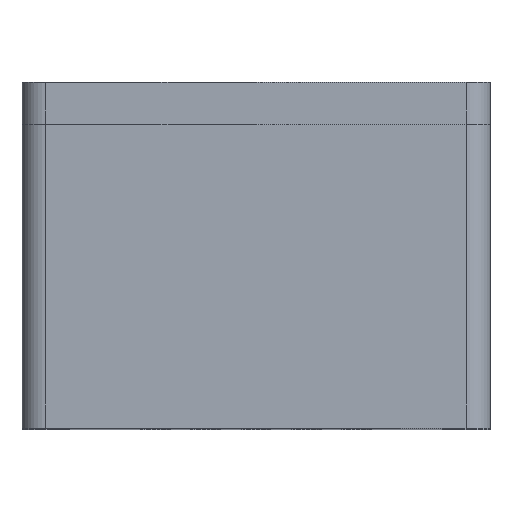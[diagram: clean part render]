
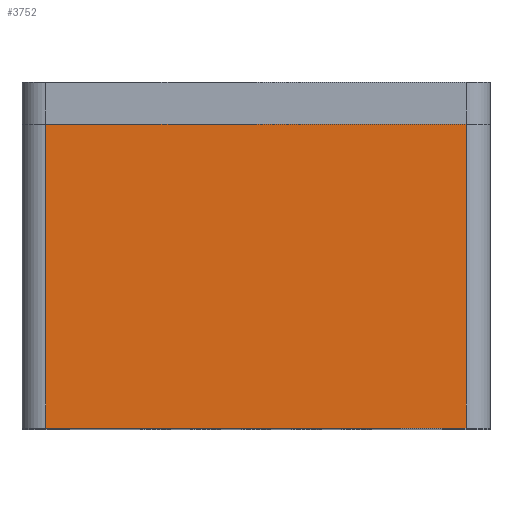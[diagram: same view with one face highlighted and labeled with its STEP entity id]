
A CAD part, top view. The second image highlights one B-rep face of the part: STEP entity #3752.
In plain terms, the highlighted planar face has unit normal (0, 0, 1).
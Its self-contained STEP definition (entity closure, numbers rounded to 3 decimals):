
#238=PLANE('',#4099);
#435=FACE_OUTER_BOUND('',#683,.T.);
#683=EDGE_LOOP('',(#3450,#3451,#3452,#3453));
#893=LINE('',#5735,#1291);
#896=LINE('',#5752,#1294);
#1087=LINE('',#6211,#1485);
#1088=LINE('',#6213,#1486);
#1291=VECTOR('',#4679,10.);
#1294=VECTOR('',#4698,10.);
#1485=VECTOR('',#5137,10.);
#1486=VECTOR('',#5140,10.);
#1792=VERTEX_POINT('',#5732);
#1793=VERTEX_POINT('',#5734);
#1796=VERTEX_POINT('',#5745);
#1799=VERTEX_POINT('',#5750);
#2224=EDGE_CURVE('',#1793,#1792,#893,.T.);
#2232=EDGE_CURVE('',#1799,#1796,#896,.T.);
#2459=EDGE_CURVE('',#1799,#1793,#1087,.T.);
#2460=EDGE_CURVE('',#1792,#1796,#1088,.T.);
#3450=ORIENTED_EDGE('',*,*,#2460,.T.);
#3451=ORIENTED_EDGE('',*,*,#2232,.F.);
#3452=ORIENTED_EDGE('',*,*,#2459,.T.);
#3453=ORIENTED_EDGE('',*,*,#2224,.T.);
#3752=ADVANCED_FACE('',(#435),#238,.T.);
#4099=AXIS2_PLACEMENT_3D('',#6212,#5138,#5139);
#4679=DIRECTION('',(0.,-1.,0.));
#4698=DIRECTION('',(0.,-1.,0.));
#5137=DIRECTION('',(-1.,0.,0.));
#5138=DIRECTION('center_axis',(0.,0.,
1.));
#5139=DIRECTION('ref_axis',(1.,0.,0.));
#5140=DIRECTION('',(1.,0.,0.));
#5732=CARTESIAN_POINT('',(-37.44,-8.,144.));
#5734=CARTESIAN_POINT('',(-37.44,42.62,144.));
#5735=CARTESIAN_POINT('',(-37.44,42.62,144.));
#5745=CARTESIAN_POINT('',(32.56,-8.,144.));
#5750=CARTESIAN_POINT('',(32.56,42.62,144.));
#5752=CARTESIAN_POINT('',(32.56,42.62,144.));
#6211=CARTESIAN_POINT('',(32.56,42.62,144.));
#6212=CARTESIAN_POINT('Origin',(-33.44,-8.,144.));
#6213=CARTESIAN_POINT('',(-33.44,-8.,144.));
